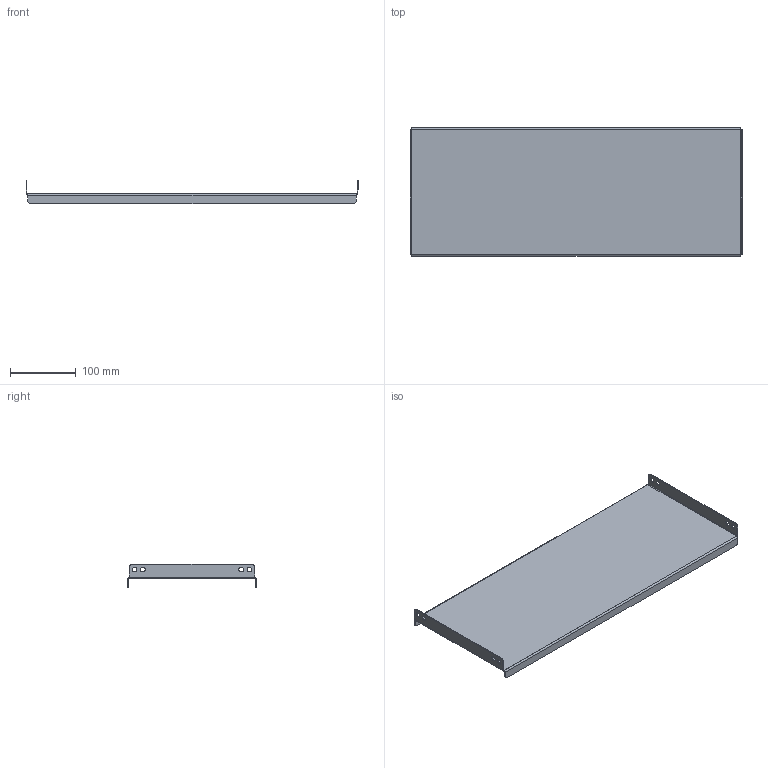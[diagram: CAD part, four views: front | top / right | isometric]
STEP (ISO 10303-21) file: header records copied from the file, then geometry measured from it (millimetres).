
FILE_DESCRIPTION (( 'STEP AP214' ), '1' );
FILE_NAME ('Ïàíåëü ñåêöèîííàÿ âíóòðåííÿÿ çàäíÿÿ 4Â 600õ200.STEP', '2022-04-04T11:09:11', ( '' ), ( '' ), 'SwSTEP 2.0', 'SolidWorks 2017', '' );
FILE_SCHEMA (( 'AUTOMOTIVE_DESIGN' ));
Length unit declared in the file: millimetre
Products named in the file (1): Ïàíåëü ñåêöèîííàÿ âíóòðåííÿÿ çàäíÿÿ 4Â 600õ200
Bounding box: 506 x 196 x 35.5 mm (x, y, z)
Volume: 178637.6 mm3; surface area: 240733.9 mm2
Topology: 1 solids, 1 shells, 62 faces, 148 edges, 88 vertices
Faces by surface type: cylinder 32, plane 30
Entity records: 1846 total; most frequent: DIRECTION 338, CARTESIAN_POINT 299, ORIENTED_EDGE 296, EDGE_CURVE 148, AXIS2_PLACEMENT_3D 127, VERTEX_POINT 88, VECTOR 84, LINE 84
